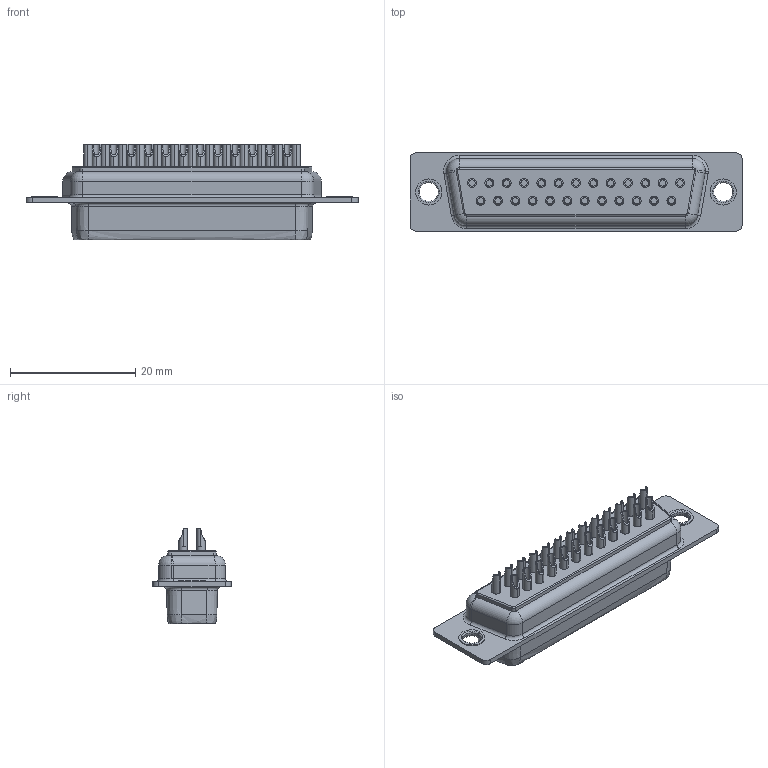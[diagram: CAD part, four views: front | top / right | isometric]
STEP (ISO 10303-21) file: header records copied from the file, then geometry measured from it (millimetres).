
FILE_DESCRIPTION (( 'STEP AP214' ), '1' );
FILE_NAME ('FDM2503-F0WS100W1K-REF.STEP', '2024-11-08T02:34:41', ( '' ), ( '' ), 'SwSTEP 2.0', 'SolidWorks 2021', '' );
FILE_SCHEMA (( 'AUTOMOTIVE_DESIGN' ));
Length unit declared in the file: millimetre
Products named in the file (1): FDM2503-F0WS100W1K-REF
Bounding box: 53.04 x 12.55 x 15.3 mm (x, y, z)
Volume: 4131.1 mm3; surface area: 3549.6 mm2
Topology: 1 solids, 1 shells, 402 faces, 955 edges, 609 vertices
Faces by surface type: cylinder 213, plane 97, cone 55, torus 29, bspline 8
Entity records: 12959 total; most frequent: CARTESIAN_POINT 3517, DIRECTION 2067, ORIENTED_EDGE 1910, EDGE_CURVE 955, AXIS2_PLACEMENT_3D 867, VERTEX_POINT 609, CIRCLE 472, EDGE_LOOP 460
